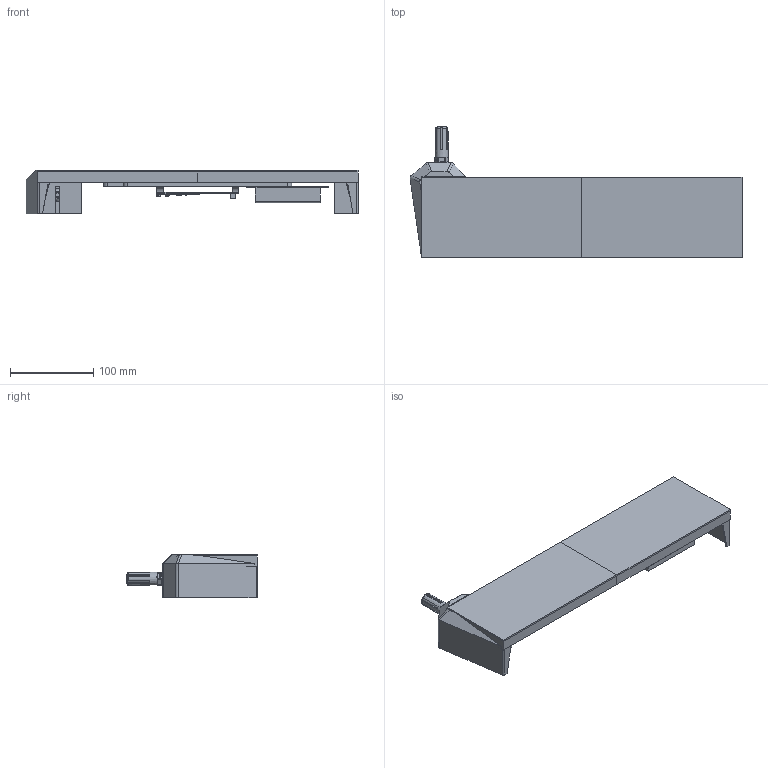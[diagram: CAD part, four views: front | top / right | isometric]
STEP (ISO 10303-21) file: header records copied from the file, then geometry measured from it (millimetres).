
FILE_DESCRIPTION(/* description */ (''),/* implementation_level */ '2;1');
FILE_NAME(/* name */ 'PI DISPLAY v26.step',/* time_stamp */ '2025-08-11T14:09:01+05:30',/* author */ (''),/* organization */ (''),/* preprocessor_version */ 'ST-DEVELOPER v20.1',/* originating_system */ 'Autodesk Translation Framework v14.10.0.0',/* authorisation */ '');
FILE_SCHEMA (('AUTOMOTIVE_DESIGN { 1 0 10303 214 3 1 1 }'));
Products named in the file (11): PI DISPLAY; DISPLAY 02; Component62; Component63; driver; TOP; BOT; DISPLAY 01; Component152; LEFT HOLDER; RIGHT HOLDER
Assembly tree (10 placements, depth 3):
  PI DISPLAY
    DISPLAY 02
    Component62
      Component63
    driver
    TOP
    BOT
    DISPLAY 01
    Component152
    LEFT HOLDER
    RIGHT HOLDER
Bounding box: 397.91 x 157 x 52 mm (x, y, z)
Volume: 397332.4 mm3; surface area: 232076.1 mm2
Topology: 18 solids, 18 shells, 1871 faces, 4958 edges, 3095 vertices
Faces by surface type: plane 902, cylinder 663, torus 196, bspline 81, sphere 22, cone 7
Full cylindrical faces by diameter (mm): 1 x43, 2 x4, 2.1 x4, 3 x4, 3.4 x16, 3.8 x8, 4.4 x9, 5 x1, 7.1 x2, 8.2 x1, 9 x1, 11 x2, 12 x1, 13.8 x1
Entity records: 62520 total; most frequent: CARTESIAN_POINT 15185, DIRECTION 9943, ORIENTED_EDGE 9882, EDGE_CURVE 4941, AXIS2_PLACEMENT_3D 3506, VERTEX_POINT 3095, LINE 2931, VECTOR 2931
